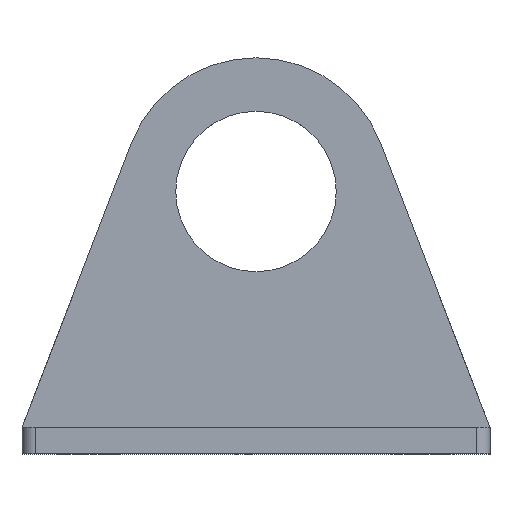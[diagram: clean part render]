
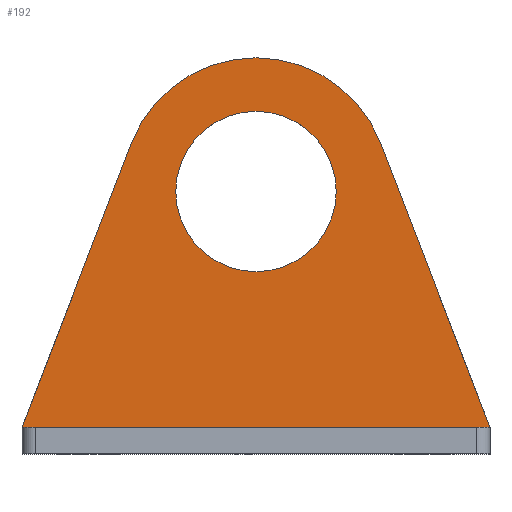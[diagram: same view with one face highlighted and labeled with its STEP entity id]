
A CAD part, top view. The second image highlights one B-rep face of the part: STEP entity #192.
In plain terms, the highlighted planar face has unit normal (0, 0, 1).
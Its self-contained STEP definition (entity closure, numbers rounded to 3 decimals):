
#8 = CARTESIAN_POINT ( 'NONE',  ( 11.5, 19.643, -13. ) ) ;
#16 = CIRCLE ( 'NONE', #426, 10. ) ;
#30 = EDGE_CURVE ( 'NONE', #133, #275, #600, .T. ) ;
#33 = CIRCLE ( 'NONE', #220, 6. ) ;
#41 = DIRECTION ( 'NONE',  ( -1., 0., 0. ) ) ;
#74 = VERTEX_POINT ( 'NONE', #542 ) ;
#86 = CARTESIAN_POINT ( 'NONE',  ( 17.5, 47.5, -13. ) ) ;
#89 = PLANE ( 'NONE',  #290 ) ;
#97 = VECTOR ( 'NONE', #203, 1000. ) ;
#106 = CARTESIAN_POINT ( 'NONE',  ( 0., 2., -13. ) ) ;
#133 = VERTEX_POINT ( 'NONE', #717 ) ;
#138 = ORIENTED_EDGE ( 'NONE', *, *, #30, .F. ) ;
#142 = EDGE_CURVE ( 'NONE', #275, #133, #33, .T. ) ;
#158 = CARTESIAN_POINT ( 'NONE',  ( 0., 0., -13. ) ) ;
#192 = ADVANCED_FACE ( 'NONE', ( #359, #590 ), #89, .F. ) ;
#198 = DIRECTION ( 'NONE',  ( 0., 0., 1. ) ) ;
#203 = DIRECTION ( 'NONE',  ( 0.359, 0.933, 0. ) ) ;
#204 = CARTESIAN_POINT ( 'NONE',  ( 8.167, 23.233, -13. ) ) ;
#211 = CARTESIAN_POINT ( 'NONE',  ( 0., 2., -13. ) ) ;
#220 = AXIS2_PLACEMENT_3D ( 'NONE', #381, #606, #667 ) ;
#275 = VERTEX_POINT ( 'NONE', #8 ) ;
#290 = AXIS2_PLACEMENT_3D ( 'NONE', #158, #372, #656 ) ;
#305 = EDGE_LOOP ( 'NONE', ( #408, #614, #453, #577 ) ) ;
#312 = VECTOR ( 'NONE', #41, 1000. ) ;
#357 = LINE ( 'NONE', #86, #97 ) ;
#359 = FACE_BOUND ( 'NONE', #608, .T. ) ;
#372 = DIRECTION ( 'NONE',  ( 0., 0., -1. ) ) ;
#380 = CARTESIAN_POINT ( 'NONE',  ( 35., 2., -13. ) ) ;
#381 = CARTESIAN_POINT ( 'NONE',  ( 17.5, 19.643, -13. ) ) ;
#387 = ORIENTED_EDGE ( 'NONE', *, *, #142, .F. ) ;
#390 = LINE ( 'NONE', #380, #498 ) ;
#394 = EDGE_CURVE ( 'NONE', #654, #559, #357, .T. ) ;
#408 = ORIENTED_EDGE ( 'NONE', *, *, #687, .F. ) ;
#421 = CARTESIAN_POINT ( 'NONE',  ( 17.5, 19.643, -13. ) ) ;
#426 = AXIS2_PLACEMENT_3D ( 'NONE', #561, #505, #605 ) ;
#431 = VERTEX_POINT ( 'NONE', #670 ) ;
#448 = LINE ( 'NONE', #106, #312 ) ;
#453 = ORIENTED_EDGE ( 'NONE', *, *, #394, .F. ) ;
#488 = EDGE_CURVE ( 'NONE', #74, #654, #448, .T. ) ;
#498 = VECTOR ( 'NONE', #557, 1000. ) ;
#505 = DIRECTION ( 'NONE',  ( 0., 0., 1. ) ) ;
#542 = CARTESIAN_POINT ( 'NONE',  ( 35., 2., -13. ) ) ;
#557 = DIRECTION ( 'NONE',  ( 0.359, -0.933, 0. ) ) ;
#559 = VERTEX_POINT ( 'NONE', #204 ) ;
#561 = CARTESIAN_POINT ( 'NONE',  ( 17.5, 19.643, -13. ) ) ;
#577 = ORIENTED_EDGE ( 'NONE', *, *, #488, .F. ) ;
#590 = FACE_OUTER_BOUND ( 'NONE', #305, .T. ) ;
#600 = CIRCLE ( 'NONE', #695, 6. ) ;
#605 = DIRECTION ( 'NONE',  ( -1., 0., 0. ) ) ;
#606 = DIRECTION ( 'NONE',  ( 0., 0., 1. ) ) ;
#608 = EDGE_LOOP ( 'NONE', ( #138, #387 ) ) ;
#614 = ORIENTED_EDGE ( 'NONE', *, *, #701, .T. ) ;
#643 = DIRECTION ( 'NONE',  ( 1., 0., 0. ) ) ;
#654 = VERTEX_POINT ( 'NONE', #211 ) ;
#656 = DIRECTION ( 'NONE',  ( -1., 0., 0. ) ) ;
#667 = DIRECTION ( 'NONE',  ( 1., 0., 0. ) ) ;
#670 = CARTESIAN_POINT ( 'NONE',  ( 26.833, 23.233, -13. ) ) ;
#687 = EDGE_CURVE ( 'NONE', #431, #74, #390, .T. ) ;
#695 = AXIS2_PLACEMENT_3D ( 'NONE', #421, #198, #643 ) ;
#701 = EDGE_CURVE ( 'NONE', #431, #559, #16, .T. ) ;
#717 = CARTESIAN_POINT ( 'NONE',  ( 23.5, 19.643, -13. ) ) ;
